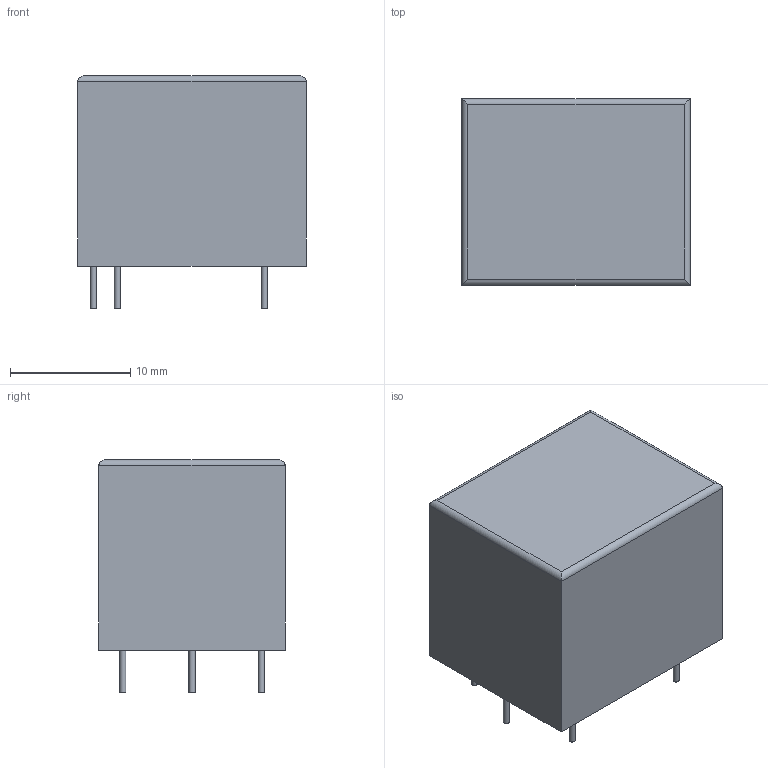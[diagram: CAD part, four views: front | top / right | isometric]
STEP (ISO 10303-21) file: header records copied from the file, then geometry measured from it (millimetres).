
FILE_DESCRIPTION(/* description */ (''),/* implementation_level */ '2;1');
FILE_NAME(/* name */ 'HRS4.step',/* time_stamp */ '2022-04-07T10:30:01+02:00',/* author */ (''),/* organization */ (''),/* preprocessor_version */ 'ST-DEVELOPER v18.1',/* originating_system */ 'Autodesk Translation Framework v10.14.0.1471',/* authorisation */ '');
FILE_SCHEMA (('AUTOMOTIVE_DESIGN { 1 0 10303 214 3 1 1 }'));
Length unit declared in the file: millimetre
Products named in the file (1): HRS4
Bounding box: 19 x 15.5 x 19.3 mm (x, y, z)
Volume: 4652.9 mm3; surface area: 1691.7 mm2
Topology: 1 solids, 1 shells, 20 faces, 35 edges, 22 vertices
Faces by surface type: plane 11, cylinder 9
Full cylindrical faces by diameter (mm): 0.5 x5
Entity records: 514 total; most frequent: DIRECTION 91, CARTESIAN_POINT 78, ORIENTED_EDGE 70, EDGE_CURVE 35, AXIS2_PLACEMENT_3D 35, EDGE_LOOP 25, VERTEX_POINT 22, LINE 21
